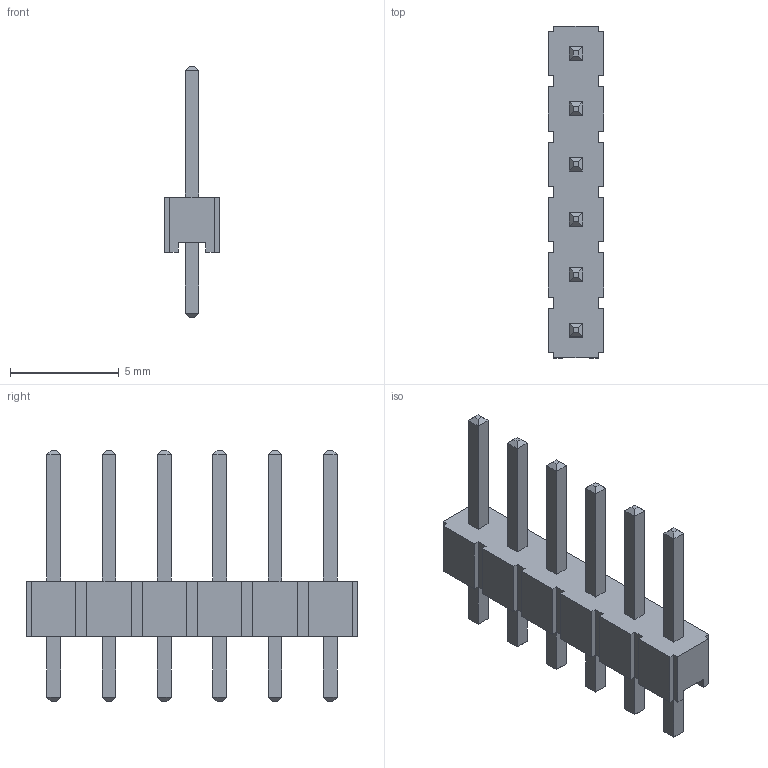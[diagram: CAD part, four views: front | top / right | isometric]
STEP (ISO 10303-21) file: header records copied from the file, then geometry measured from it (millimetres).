
FILE_DESCRIPTION(('FreeCAD Model'),'2;1');
FILE_NAME('6_pin_header_pth.step', '2019-04-19T12:18:37',('Author'),(''), 'Open CASCADE STEP processor 6.8','FreeCAD','Unknown');
FILE_SCHEMA(('AUTOMOTIVE_DESIGN_CC2 { 1 2 10303 214 -1 1 5 4 }'));
Length unit declared in the file: millimetre
Products named in the file (2): ASSEMBLY; 6_pin_pth
Assembly tree (1 placements, depth 2):
  ASSEMBLY
    6_pin_pth
Bounding box: 2.54 x 15.24 x 11.54 mm (x, y, z)
Volume: 108.4 mm3; surface area: 330.9 mm2
Topology: 1 solids, 1 shells, 166 faces, 408 edges, 256 vertices
Faces by surface type: plane 166
Entity records: 11222 total; most frequent: CARTESIAN_POINT 1651, DIRECTION 1557, LINE 1221, VECTOR 1221, ORIENTED_EDGE 816, PCURVE 816, DEFINITIONAL_REPRESENTATION 816, EDGE_CURVE 408
